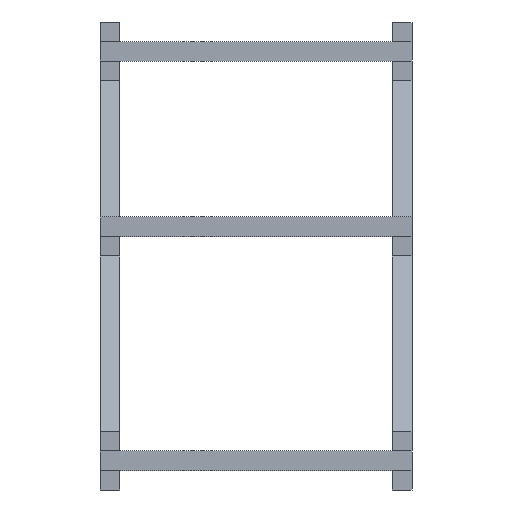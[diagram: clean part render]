
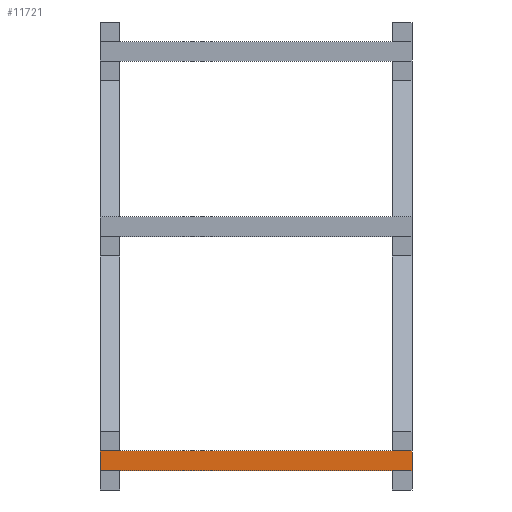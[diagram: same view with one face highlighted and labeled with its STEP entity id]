
A CAD part, front view. The second image highlights one B-rep face of the part: STEP entity #11721.
In plain terms, the highlighted planar face has unit normal (0, -1, 0).
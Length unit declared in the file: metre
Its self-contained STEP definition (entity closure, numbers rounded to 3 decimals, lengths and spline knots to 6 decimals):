
#1194=ORIENTED_EDGE('',*,*,#3888,.T.);
#1195=ORIENTED_EDGE('',*,*,#3889,.F.);
#1196=ORIENTED_EDGE('',*,*,#3890,.F.);
#1197=ORIENTED_EDGE('',*,*,#3885,.T.);
#3885=EDGE_CURVE('',#5312,#5310,#6525,.T.);
#3888=EDGE_CURVE('',#5310,#5314,#6528,.T.);
#3889=EDGE_CURVE('',#5315,#5314,#6529,.T.);
#3890=EDGE_CURVE('',#5312,#5315,#6530,.T.);
#5310=VERTEX_POINT('',#18794);
#5312=VERTEX_POINT('',#18797);
#5314=VERTEX_POINT('',#18803);
#5315=VERTEX_POINT('',#18805);
#6525=LINE('',#18796,#8109);
#6528=LINE('',#18802,#8112);
#6529=LINE('',#18804,#8113);
#6530=LINE('',#18806,#8114);
#8109=VECTOR('',#15398,1.);
#8112=VECTOR('',#15403,1.);
#8113=VECTOR('',#15404,1.);
#8114=VECTOR('',#15405,1.);
#9441=EDGE_LOOP('',(#1194,#1195,#1196,#1197));
#10201=FACE_BOUND('',#9441,.T.);
#10961=PLANE('',#13791);
#11721=ADVANCED_FACE('',(#10201),#10961,.F.);
#13791=AXIS2_PLACEMENT_3D('',#18801,#15401,#15402);
#15398=DIRECTION('',(-1.,0.,0.));
#15401=DIRECTION('',(0.,1.,0.));
#15402=DIRECTION('',(0.,0.,1.));
#15403=DIRECTION('',(0.,0.,-1.));
#15404=DIRECTION('',(-1.,0.,0.));
#15405=DIRECTION('',(0.,0.,-1.));
#18794=CARTESIAN_POINT('',(0.,-0.1524,-0.03175));
#18796=CARTESIAN_POINT('',(0.0508,-0.1524,-0.03175));
#18797=CARTESIAN_POINT('',(0.0508,-0.1524,-0.03175));
#18801=CARTESIAN_POINT('',(0.0508,-0.1524,-0.033338));
#18802=CARTESIAN_POINT('',(0.,-0.1524,-0.033338));
#18803=CARTESIAN_POINT('',(0.,-0.1524,-0.034925));
#18804=CARTESIAN_POINT('',(0.0508,-0.1524,-0.034925));
#18805=CARTESIAN_POINT('',(0.0508,-0.1524,-0.034925));
#18806=CARTESIAN_POINT('',(0.0508,-0.1524,-0.033338));
